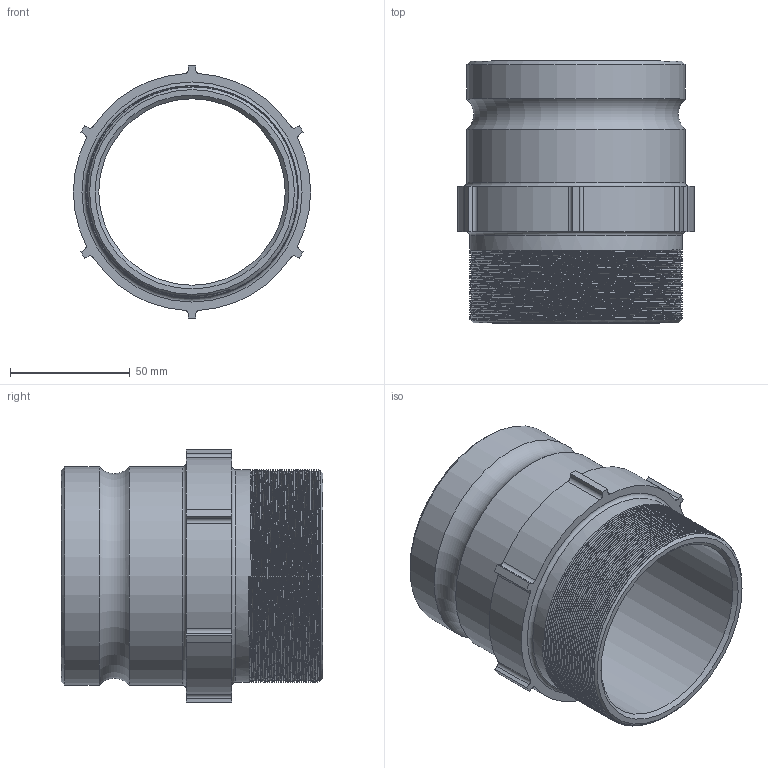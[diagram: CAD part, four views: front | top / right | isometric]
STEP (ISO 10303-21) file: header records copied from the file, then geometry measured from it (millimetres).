
FILE_DESCRIPTION((''),'2;1');
FILE_NAME('deliverance.stp','2014-08-19T14:19:48',('mrister'),(''),'Autodesk Inventor 2013','Autodesk Inventor 2013','');
FILE_SCHEMA(('AUTOMOTIVE_DESIGN { 1 0 10303 214 1 1 1 1 }'));
Length unit declared in the file: inch
Products named in the file (1): deliverance
Bounding box: 99.22 x 109.54 x 105.52 mm (x, y, z)
Volume: 194220.3 mm3; surface area: 72275 mm2
Topology: 1 solids, 1 shells, 86 faces, 236 edges, 154 vertices
Faces by surface type: cylinder 53, plane 23, cone 5, torus 3, bspline 2
Full cylindrical faces by diameter (mm): 77.978 x1, 88.9 x31, 91.281 x2
Entity records: 6859 total; most frequent: CARTESIAN_POINT 5482, DIRECTION 281, ORIENTED_EDGE 260, EDGE_CURVE 130, AXIS2_PLACEMENT_3D 103, VERTEX_POINT 91, VECTOR 75, LINE 75
